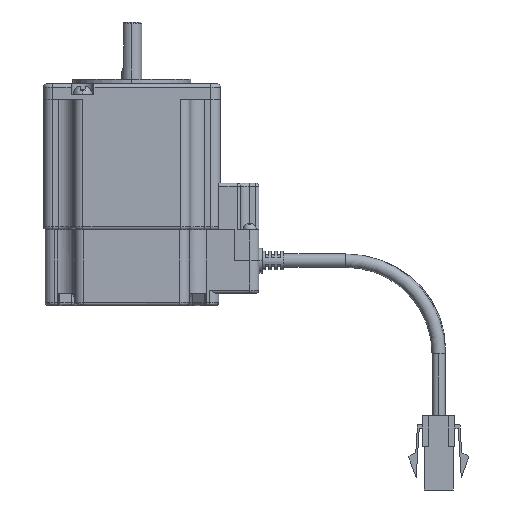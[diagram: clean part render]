
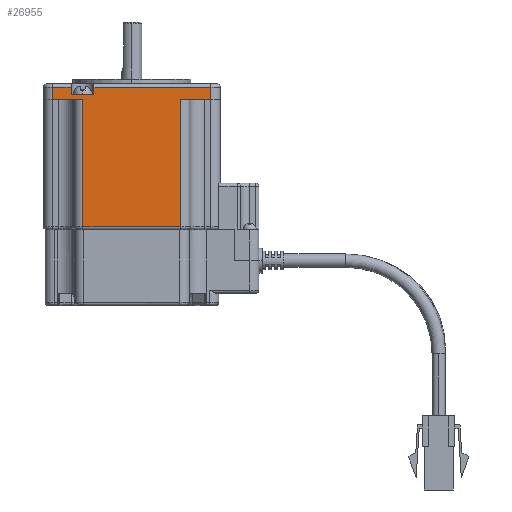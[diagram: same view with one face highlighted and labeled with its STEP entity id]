
A CAD part, left-side view. The second image highlights one B-rep face of the part: STEP entity #26955.
In plain terms, the highlighted planar face has unit normal (-1, 0, 0).
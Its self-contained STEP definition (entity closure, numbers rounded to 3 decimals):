
#2687 = LINE ( 'NONE', #7998, #2692 ) ;
#2692 = VECTOR ( 'NONE', #7993, 1000. ) ;
#2760 = LINE ( 'NONE', #8093, #2769 ) ;
#2764 = LINE ( 'NONE', #8087, #2766 ) ;
#2766 = VECTOR ( 'NONE', #8084, 1000. ) ;
#2769 = VECTOR ( 'NONE', #8089, 1000. ) ;
#2772 = LINE ( 'NONE', #8101, #2776 ) ;
#2773 = LINE ( 'NONE', #8100, #2780 ) ;
#2775 = LINE ( 'NONE', #8108, #2778 ) ;
#2776 = VECTOR ( 'NONE', #8107, 1000. ) ;
#2777 = LINE ( 'NONE', #8106, #2786 ) ;
#2778 = VECTOR ( 'NONE', #8109, 1000. ) ;
#2779 = LINE ( 'NONE', #8111, #2782 ) ;
#2780 = VECTOR ( 'NONE', #8110, 1000. ) ;
#2781 = LINE ( 'NONE', #8113, #2784 ) ;
#2782 = VECTOR ( 'NONE', #8112, 1000. ) ;
#2784 = VECTOR ( 'NONE', #8114, 1000. ) ;
#2786 = VECTOR ( 'NONE', #8115, 1000. ) ;
#4127 = CARTESIAN_POINT ( 'NONE',  ( -36.289, -65.513, 23.5 ) ) ;
#4128 = DIRECTION ( 'NONE',  ( 0., 0., 1. ) ) ;
#5575 = CARTESIAN_POINT ( 'NONE',  ( -36.289, -21.243, 0. ) ) ;
#5578 = PLANE ( 'NONE',  #21821 ) ;
#5580 = DIRECTION ( 'NONE',  ( -1., 0., 0. ) ) ;
#5581 = DIRECTION ( 'NONE',  ( 0., -1., 0. ) ) ;
#6133 = LINE ( 'NONE', #18987, #6137 ) ;
#6137 = VECTOR ( 'NONE', #18983, 1000. ) ;
#6151 = LINE ( 'NONE', #19000, #6153 ) ;
#6153 = VECTOR ( 'NONE', #19002, 1000. ) ;
#7993 = DIRECTION ( 'NONE',  ( 0., 0., 1. ) ) ;
#7998 = CARTESIAN_POINT ( 'NONE',  ( -36.289, -75.243, 23.5 ) ) ;
#8084 = DIRECTION ( 'NONE',  ( 0., 0., -1. ) ) ;
#8087 = CARTESIAN_POINT ( 'NONE',  ( -36.289, -24.243, 23.5 ) ) ;
#8089 = DIRECTION ( 'NONE',  ( 0., 1., 0. ) ) ;
#8093 = CARTESIAN_POINT ( 'NONE',  ( -36.289, -49.743, 43.5 ) ) ;
#8100 = CARTESIAN_POINT ( 'NONE',  ( -36.289, -37.543, 45.25 ) ) ;
#8101 = CARTESIAN_POINT ( 'NONE',  ( -36.289, -71.772, 42. ) ) ;
#8106 = CARTESIAN_POINT ( 'NONE',  ( -36.289, -27.713, 42. ) ) ;
#8107 = DIRECTION ( 'NONE',  ( 0., 1., 0. ) ) ;
#8108 = CARTESIAN_POINT ( 'NONE',  ( -36.289, -56.393, 46. ) ) ;
#8109 = DIRECTION ( 'NONE',  ( 0., -1., 0. ) ) ;
#8110 = DIRECTION ( 'NONE',  ( 0., 0., 1. ) ) ;
#8111 = CARTESIAN_POINT ( 'NONE',  ( -36.289, -30.143, 45.25 ) ) ;
#8112 = DIRECTION ( 'NONE',  ( 0., 0., -1. ) ) ;
#8113 = CARTESIAN_POINT ( 'NONE',  ( -36.289, -27.193, 46. ) ) ;
#8114 = DIRECTION ( 'NONE',  ( 0., -1., 0. ) ) ;
#8115 = DIRECTION ( 'NONE',  ( 0., 1., 0. ) ) ;
#10275 = CARTESIAN_POINT ( 'NONE',  ( -36.289, -37.543, 46. ) ) ;
#10278 = CARTESIAN_POINT ( 'NONE',  ( -36.289, -30.143, 46. ) ) ;
#10282 = CARTESIAN_POINT ( 'NONE',  ( -36.289, -30.143, 43.5 ) ) ;
#10287 = CARTESIAN_POINT ( 'NONE',  ( -36.289, -37.543, 43.5 ) ) ;
#10290 = CARTESIAN_POINT ( 'NONE',  ( -36.289, -24.243, 46. ) ) ;
#10298 = CARTESIAN_POINT ( 'NONE',  ( -36.289, -24.243, 42. ) ) ;
#10344 = CARTESIAN_POINT ( 'NONE',  ( -36.289, -75.243, 46. ) ) ;
#10350 = CARTESIAN_POINT ( 'NONE',  ( -36.289, -75.243, 42. ) ) ;
#10391 = CARTESIAN_POINT ( 'NONE',  ( -36.289, -65.513, 42. ) ) ;
#10394 = CARTESIAN_POINT ( 'NONE',  ( -36.289, -33.973, 42. ) ) ;
#10418 = CARTESIAN_POINT ( 'NONE',  ( -36.289, -65.513, 1. ) ) ;
#10422 = CARTESIAN_POINT ( 'NONE',  ( -36.289, -33.973, 1. ) ) ;
#12124 = VERTEX_POINT ( 'NONE', #10275 ) ;
#12125 = VERTEX_POINT ( 'NONE', #10278 ) ;
#12128 = VERTEX_POINT ( 'NONE', #10282 ) ;
#12129 = VERTEX_POINT ( 'NONE', #10287 ) ;
#12132 = VERTEX_POINT ( 'NONE', #10290 ) ;
#12135 = VERTEX_POINT ( 'NONE', #10298 ) ;
#12160 = VERTEX_POINT ( 'NONE', #10344 ) ;
#12163 = VERTEX_POINT ( 'NONE', #10350 ) ;
#12184 = VERTEX_POINT ( 'NONE', #10391 ) ;
#12186 = VERTEX_POINT ( 'NONE', #10394 ) ;
#12208 = VERTEX_POINT ( 'NONE', #10418 ) ;
#12210 = VERTEX_POINT ( 'NONE', #10422 ) ;
#12778 = FACE_OUTER_BOUND ( 'NONE', #15755, .T. ) ;
#13120 = LINE ( 'NONE', #4127, #13122 ) ;
#13122 = VECTOR ( 'NONE', #4128, 1000. ) ;
#13923 = EDGE_CURVE ( 'NONE', #12210, #12208, #6133, .T. ) ;
#13932 = EDGE_CURVE ( 'NONE', #12186, #12210, #6151, .T. ) ;
#15755 = EDGE_LOOP ( 'NONE', ( #23675, #23673, #23671, #23669, #23667, #23665, #23663, #23661, #23659, #23657, #23655, #23653 ) ) ;
#18983 = DIRECTION ( 'NONE',  ( 0., -1., 0. ) ) ;
#18987 = CARTESIAN_POINT ( 'NONE',  ( -36.289, -49.743, 1. ) ) ;
#19000 = CARTESIAN_POINT ( 'NONE',  ( -36.289, -33.973, 23.5 ) ) ;
#19002 = DIRECTION ( 'NONE',  ( 0., 0., -1. ) ) ;
#21821 = AXIS2_PLACEMENT_3D ( 'NONE', #5575, #5580, #5581 ) ;
#23653 = ORIENTED_EDGE ( 'NONE', *, *, #27170, .T. ) ;
#23655 = ORIENTED_EDGE ( 'NONE', *, *, #13923, .T. ) ;
#23657 = ORIENTED_EDGE ( 'NONE', *, *, #13932, .T. ) ;
#23659 = ORIENTED_EDGE ( 'NONE', *, *, #26185, .F. ) ;
#23661 = ORIENTED_EDGE ( 'NONE', *, *, #26174, .T. ) ;
#23663 = ORIENTED_EDGE ( 'NONE', *, *, #26184, .F. ) ;
#23665 = ORIENTED_EDGE ( 'NONE', *, *, #26183, .F. ) ;
#23667 = ORIENTED_EDGE ( 'NONE', *, *, #26176, .T. ) ;
#23669 = ORIENTED_EDGE ( 'NONE', *, *, #26182, .F. ) ;
#23671 = ORIENTED_EDGE ( 'NONE', *, *, #26181, .F. ) ;
#23673 = ORIENTED_EDGE ( 'NONE', *, *, #26133, .T. ) ;
#23675 = ORIENTED_EDGE ( 'NONE', *, *, #26180, .F. ) ;
#26133 = EDGE_CURVE ( 'NONE', #12163, #12160, #2687, .T. ) ;
#26174 = EDGE_CURVE ( 'NONE', #12132, #12135, #2764, .T. ) ;
#26176 = EDGE_CURVE ( 'NONE', #12129, #12128, #2760, .T. ) ;
#26180 = EDGE_CURVE ( 'NONE', #12163, #12184, #2772, .T. ) ;
#26181 = EDGE_CURVE ( 'NONE', #12124, #12160, #2775, .T. ) ;
#26182 = EDGE_CURVE ( 'NONE', #12129, #12124, #2773, .T. ) ;
#26183 = EDGE_CURVE ( 'NONE', #12125, #12128, #2779, .T. ) ;
#26184 = EDGE_CURVE ( 'NONE', #12132, #12125, #2781, .T. ) ;
#26185 = EDGE_CURVE ( 'NONE', #12186, #12135, #2777, .T. ) ;
#26955 = ADVANCED_FACE ( 'NONE', ( #12778 ), #5578, .T. ) ;
#27170 = EDGE_CURVE ( 'NONE', #12208, #12184, #13120, .T. ) ;
